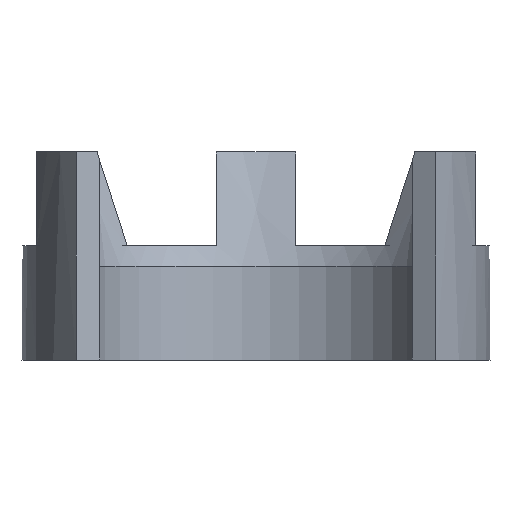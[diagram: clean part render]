
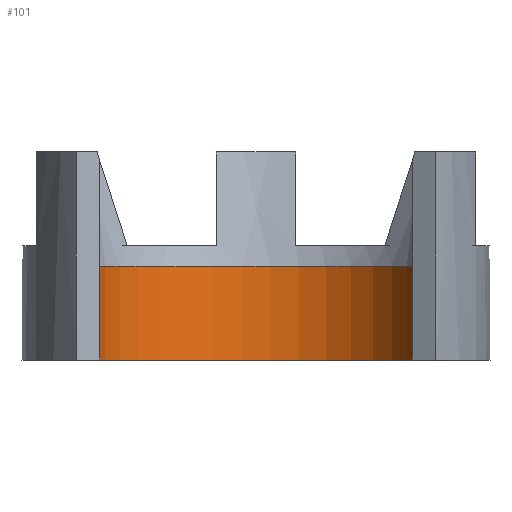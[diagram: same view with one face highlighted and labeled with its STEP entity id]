
A CAD part, left-side view. The second image highlights one B-rep face of the part: STEP entity #101.
In plain terms, the highlighted cylindrical face has radius 8.1 mm (diameter 16.2 mm), a partial arc.
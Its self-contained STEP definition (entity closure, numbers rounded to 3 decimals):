
#101 = ADVANCED_FACE( '', ( #203 ), #204, .F. );
#203 = FACE_OUTER_BOUND( '', #303, .T. );
#204 = CYLINDRICAL_SURFACE( '', #304, 8.1 );
#303 = EDGE_LOOP( '', ( #556, #557, #558, #559 ) );
#304 = AXIS2_PLACEMENT_3D( '', #560, #561, #562 );
#556 = ORIENTED_EDGE( '', *, *, #720, .T. );
#557 = ORIENTED_EDGE( '', *, *, #713, .T. );
#558 = ORIENTED_EDGE( '', *, *, #728, .T. );
#559 = ORIENTED_EDGE( '', *, *, #684, .F. );
#560 = CARTESIAN_POINT( '', ( 0., 0., -110.662 ) );
#561 = DIRECTION( '', ( 0., 0., -1. ) );
#562 = DIRECTION( '', ( 1., 0., 0. ) );
#684 = EDGE_CURVE( '', #840, #842, #843, .F. );
#713 = EDGE_CURVE( '', #883, #881, #884, .F. );
#720 = EDGE_CURVE( '', #840, #883, #892, .F. );
#728 = EDGE_CURVE( '', #881, #842, #900, .T. );
#840 = VERTEX_POINT( '', #1103 );
#842 = VERTEX_POINT( '', #1112 );
#843 = CIRCLE( '', #1113, 8.1 );
#881 = VERTEX_POINT( '', #1184 );
#883 = VERTEX_POINT( '', #1187 );
#884 = CIRCLE( '', #1188, 8.1 );
#892 = LINE( '', #1200, #1201 );
#900 = LINE( '', #1212, #1213 );
#1103 = CARTESIAN_POINT( '', ( -3.059, 7.5, 4.505 ) );
#1112 = CARTESIAN_POINT( '', ( -3.059, -7.5, 4.505 ) );
#1113 = AXIS2_PLACEMENT_3D( '', #1302, #1303, #1304 );
#1184 = CARTESIAN_POINT( '', ( -3.059, -7.5, 0. ) );
#1187 = CARTESIAN_POINT( '', ( -3.059, 7.5, 0. ) );
#1188 = AXIS2_PLACEMENT_3D( '', #1335, #1336, #1337 );
#1200 = CARTESIAN_POINT( '', ( -3.059, 7.5, -110.662 ) );
#1201 = VECTOR( '', #1342, 1000. );
#1212 = CARTESIAN_POINT( '', ( -3.059, -7.5, -110.662 ) );
#1213 = VECTOR( '', #1346, 1000. );
#1302 = CARTESIAN_POINT( '', ( 0., 0., 4.505 ) );
#1303 = DIRECTION( '', ( 0., 0., 1. ) );
#1304 = DIRECTION( '', ( 1., 0., 0. ) );
#1335 = CARTESIAN_POINT( '', ( 0., 0., 0. ) );
#1336 = DIRECTION( '', ( 0., 0., 1. ) );
#1337 = DIRECTION( '', ( 1., 0., 0. ) );
#1342 = DIRECTION( '', ( 0., 0., 1. ) );
#1346 = DIRECTION( '', ( 0., 0., 1. ) );
